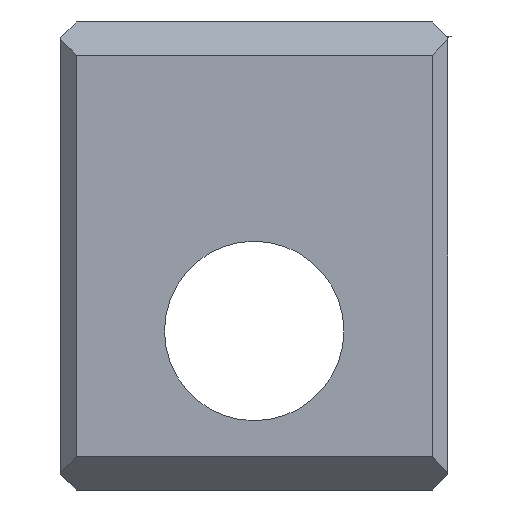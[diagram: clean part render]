
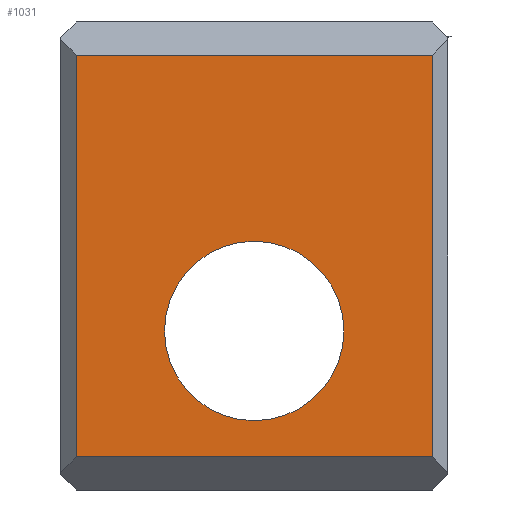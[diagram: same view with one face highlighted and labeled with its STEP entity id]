
A CAD part, left-side view. The second image highlights one B-rep face of the part: STEP entity #1031.
In plain terms, the highlighted planar face has unit normal (-1, 0, 0).
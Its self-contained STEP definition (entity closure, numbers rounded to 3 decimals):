
#18=FACE_BOUND('',#133,.T.);
#27=CIRCLE('',#1081,2.55);
#78=FACE_OUTER_BOUND('',#132,.T.);
#132=EDGE_LOOP('',(#898,#899,#900,#901));
#133=EDGE_LOOP('',(#902));
#181=LINE('',#1486,#315);
#263=LINE('',#1656,#397);
#264=LINE('',#1659,#398);
#265=LINE('',#1660,#399);
#315=VECTOR('',#1197,1000.);
#397=VECTOR('',#1359,1000.);
#398=VECTOR('',#1362,1000.);
#399=VECTOR('',#1363,1000.);
#450=VERTEX_POINT('',#1484);
#451=VERTEX_POINT('',#1485);
#469=VERTEX_POINT('',#1527);
#498=VERTEX_POINT('',#1651);
#500=VERTEX_POINT('',#1658);
#552=EDGE_CURVE('',#450,#451,#181,.F.);
#574=EDGE_CURVE('',#469,#469,#27,.T.);
#638=EDGE_CURVE('',#498,#450,#263,.T.);
#639=EDGE_CURVE('',#451,#500,#264,.F.);
#640=EDGE_CURVE('',#500,#498,#265,.T.);
#898=ORIENTED_EDGE('',*,*,#639,.T.);
#899=ORIENTED_EDGE('',*,*,#640,.T.);
#900=ORIENTED_EDGE('',*,*,#638,.T.);
#901=ORIENTED_EDGE('',*,*,#552,.T.);
#902=ORIENTED_EDGE('',*,*,#574,.F.);
#979=PLANE('',#1117);
#1031=ADVANCED_FACE('',(#78,#18),#979,.F.);
#1081=AXIS2_PLACEMENT_3D('',#1529,#1226,#1227);
#1117=AXIS2_PLACEMENT_3D('',#1657,#1360,#1361);
#1197=DIRECTION('',(0.,0.,-1.));
#1226=DIRECTION('center_axis',(-1.,0.,0.));
#1227=DIRECTION('ref_axis',(0.,0.,1.));
#1359=DIRECTION('',(0.,-1.,0.));
#1360=DIRECTION('center_axis',(1.,0.,0.));
#1361=DIRECTION('ref_axis',(0.,0.,-1.));
#1362=DIRECTION('',(0.,-1.,0.));
#1363=DIRECTION('',(0.,0.,-1.));
#1484=CARTESIAN_POINT('',(-4.4,-4.159,1.041));
#1485=CARTESIAN_POINT('',(-4.4,-4.159,12.459));
#1486=CARTESIAN_POINT('',(-4.4,-4.159,6.5));
#1527=CARTESIAN_POINT('',(-4.4,0.9,2.069));
#1529=CARTESIAN_POINT('Origin',(-4.4,0.9,4.619));
#1651=CARTESIAN_POINT('',(-4.4,5.959,1.041));
#1656=CARTESIAN_POINT('',(-4.4,6.5,1.041));
#1657=CARTESIAN_POINT('Origin',(-4.4,6.5,6.5));
#1658=CARTESIAN_POINT('',(-4.4,5.959,12.459));
#1659=CARTESIAN_POINT('',(-4.4,6.5,12.459));
#1660=CARTESIAN_POINT('',(-4.4,5.959,6.5));
